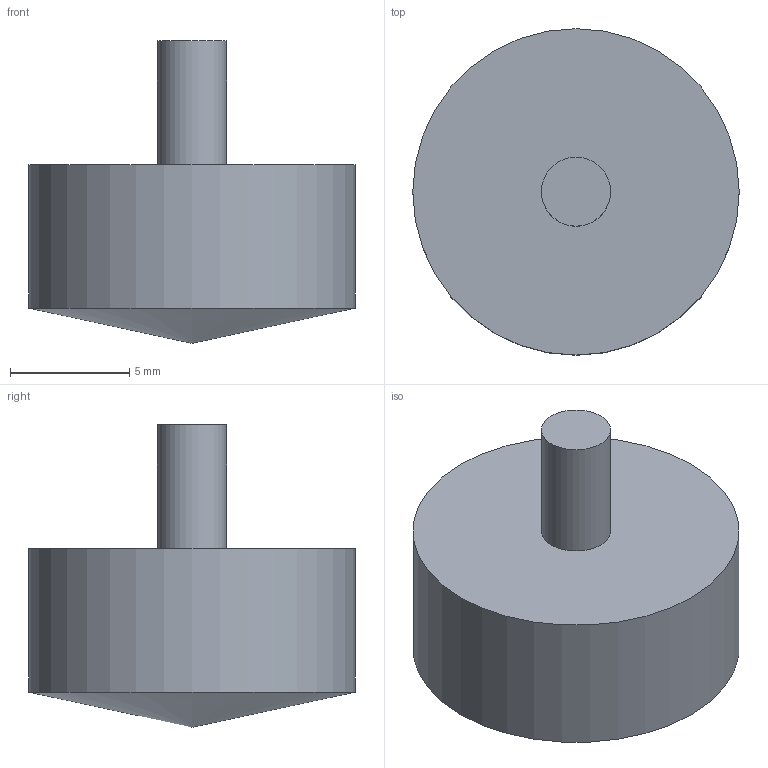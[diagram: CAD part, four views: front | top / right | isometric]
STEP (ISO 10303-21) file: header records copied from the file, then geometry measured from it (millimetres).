
FILE_DESCRIPTION(/* description */ (''),/* implementation_level */ '2;1');
FILE_NAME(/* name */ '3352_1_3d.stp',/* time_stamp */ '2017-07-05T15:23:48+02:00',/* author */ (''),/* organization */ ('SMS'),/* preprocessor_version */ 'ST-DEVELOPER v15',/* originating_system */ 'SIEMENS PLM Software NX 8.5',/* authorisation */ '');
FILE_SCHEMA (('AUTOMOTIVE_DESIGN { 1 0 10303 214 3 1 1 1 }'));
Length unit declared in the file: millimetre
Products named in the file (1): 3352_1_3D
Bounding box: 13.7 x 13.7 x 12.7 mm (x, y, z)
Volume: 994.6 mm3; surface area: 604.7 mm2
Topology: 1 solids, 1 shells, 5 faces, 10 edges, 7 vertices
Faces by surface type: cylinder 2, plane 2, cone 1
Full cylindrical faces by diameter (mm): 2.9 x1, 13.7 x1
Entity records: 171 total; most frequent: CARTESIAN_POINT 31, DIRECTION 26, AXIS2_PLACEMENT_3D 13, EDGE_LOOP 8, ORIENTED_EDGE 8, FACE_BOUND 8, ADVANCED_FACE 5, VERTEX_POINT 5
